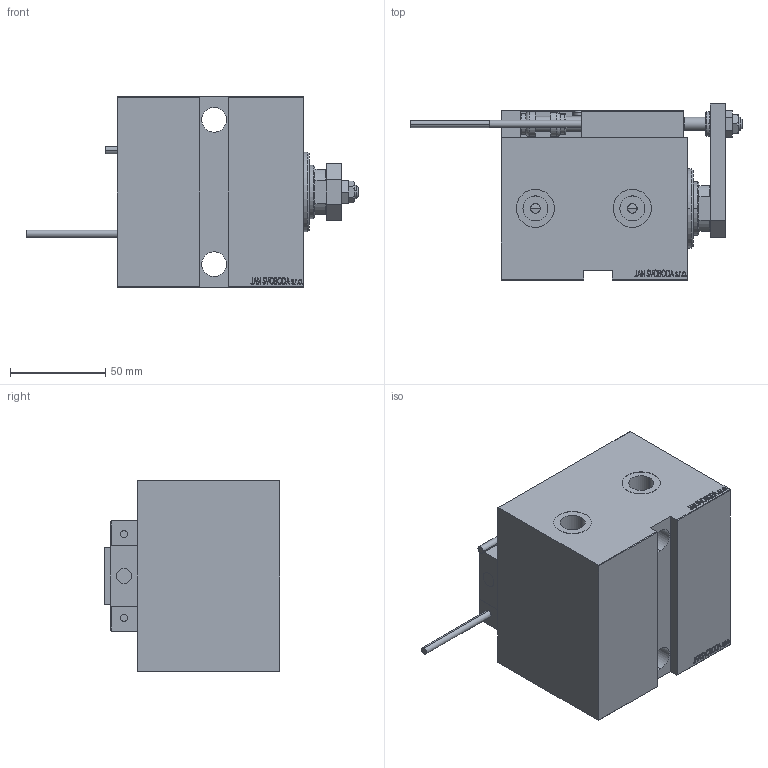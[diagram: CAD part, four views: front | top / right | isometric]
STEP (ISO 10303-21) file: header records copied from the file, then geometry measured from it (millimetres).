
FILE_DESCRIPTION (( 'STEP AP203' ), '1' );
FILE_NAME ('bc11.STEP', '2021-11-01T20:30:20', ( '' ), ( '' ), 'SwSTEP 2.0', 'SolidWorks 2019', '' );
FILE_SCHEMA (( 'CONFIG_CONTROL_DESIGN' ));
Length unit declared in the file: millimetre
Products named in the file (16): ALLEN BOLT D5 8e1d272639d1d8921dfdc4a74ecefa8d; ZARAZKA 8e1d272639d1d8921dfdc4a74ecefa8d; TYC_L79 8e1d272639d1d8921dfdc4a74ecefa8d; V450CM_E_VCP 8e1d272639d1d8921dfdc4a74ecefa8d; SWITCH_X_FRONT_BACK 8e1d272639d1d8921dfdc4a74ecefa8d; bc11; SWITCH X 8e1d272639d1d8921dfdc4a74ecefa8d; Block 8e1d272639d1d8921dfdc4a74ecefa8d; V450CM_E 8e1d272639d1d8921dfdc4a74ecefa8d; SWITCH DIM B,W 8e1d272639d1d8921dfdc4a74ecefa8d; V450CM_VC_B 8e1d272639d1d8921dfdc4a74ecefa8d; KONCOVKA 8e1d272639d1d8921dfdc4a74ecefa8d; MAGNET 8e1d272639d1d8921dfdc4a74ecefa8d; ALLEN BOLT D8 8e1d272639d1d8921dfdc4a74ecefa8d; NUT_D12 8e1d272639d1d8921dfdc4a74ecefa8d; NUT_D10 8e1d272639d1d8921dfdc4a74ecefa8d
Assembly tree (25 placements, depth 3):
  bc11
    V450CM_E 8e1d272639d1d8921dfdc4a74ecefa8d
    V450CM_E_VCP 8e1d272639d1d8921dfdc4a74ecefa8d
    V450CM_VC_B 8e1d272639d1d8921dfdc4a74ecefa8d
    SWITCH X 8e1d272639d1d8921dfdc4a74ecefa8d
      SWITCH_X_FRONT_BACK 8e1d272639d1d8921dfdc4a74ecefa8d  x2
      TYC_L79 8e1d272639d1d8921dfdc4a74ecefa8d
      Block 8e1d272639d1d8921dfdc4a74ecefa8d  x2
      ALLEN BOLT D5 8e1d272639d1d8921dfdc4a74ecefa8d  x4
      ALLEN BOLT D8 8e1d272639d1d8921dfdc4a74ecefa8d  x4
      MAGNET 8e1d272639d1d8921dfdc4a74ecefa8d  x2
      KONCOVKA 8e1d272639d1d8921dfdc4a74ecefa8d  x2
    SWITCH DIM B,W 8e1d272639d1d8921dfdc4a74ecefa8d
    ZARAZKA 8e1d272639d1d8921dfdc4a74ecefa8d
    NUT_D10 8e1d272639d1d8921dfdc4a74ecefa8d
    NUT_D12 8e1d272639d1d8921dfdc4a74ecefa8d
Bounding box: 174.7 x 92.5 x 100 mm (x, y, z)
Volume: 698544.6 mm3; surface area: 125614.1 mm2
Topology: 24 solids, 24 shells, 1304 faces, 3123 edges, 1996 vertices
Faces by surface type: plane 575, bspline 380, cylinder 188, cone 113, torus 44, sphere 4
Entity records: 50462 total; most frequent: CARTESIAN_POINT 25593, ORIENTED_EDGE 5266, DIRECTION 3552, EDGE_CURVE 2633, VERTEX_POINT 1720, VECTOR 1518, LINE 1518, EDGE_LOOP 1213
